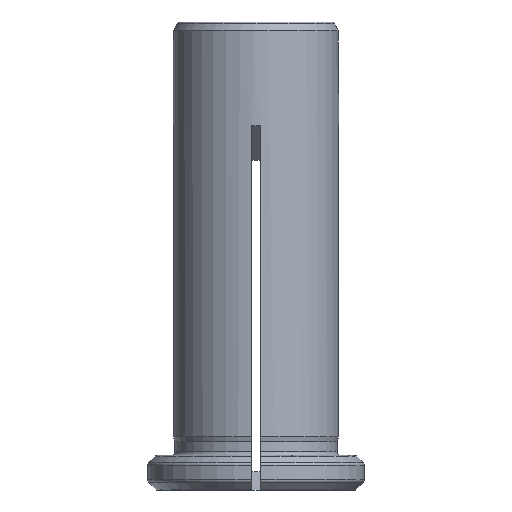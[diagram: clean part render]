
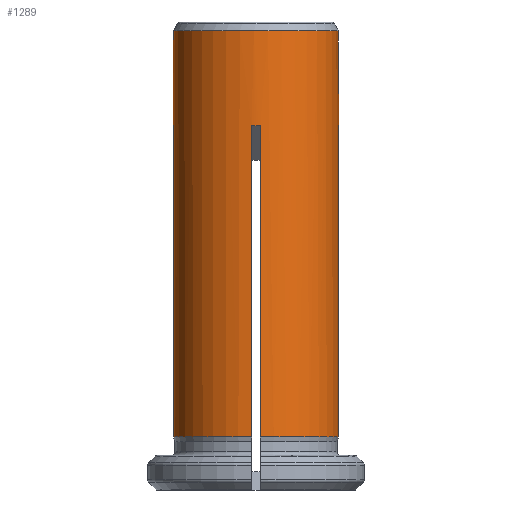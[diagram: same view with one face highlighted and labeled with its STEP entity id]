
A CAD part, front view. The second image highlights one B-rep face of the part: STEP entity #1289.
In plain terms, the highlighted cylindrical face has radius 9.525 mm (diameter 19.05 mm), a full revolution.
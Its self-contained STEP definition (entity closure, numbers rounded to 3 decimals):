
#151=CIRCLE('',#1390,9.525);
#152=CIRCLE('',#1391,9.525);
#153=CIRCLE('',#1393,9.525);
#154=CIRCLE('',#1395,9.525);
#155=CIRCLE('',#1397,9.525);
#211=ELLIPSE('',#1392,13.47,9.525);
#212=ELLIPSE('',#1394,13.47,9.525);
#213=ELLIPSE('',#1396,13.47,9.525);
#214=ELLIPSE('',#1398,13.47,9.525);
#250=ORIENTED_EDGE('',*,*,#656,.F.);
#251=ORIENTED_EDGE('',*,*,#657,.F.);
#252=ORIENTED_EDGE('',*,*,#658,.T.);
#253=ORIENTED_EDGE('',*,*,#659,.T.);
#254=ORIENTED_EDGE('',*,*,#660,.F.);
#255=ORIENTED_EDGE('',*,*,#661,.F.);
#256=ORIENTED_EDGE('',*,*,#662,.T.);
#257=ORIENTED_EDGE('',*,*,#663,.T.);
#258=ORIENTED_EDGE('',*,*,#664,.F.);
#259=ORIENTED_EDGE('',*,*,#665,.F.);
#260=ORIENTED_EDGE('',*,*,#666,.T.);
#261=ORIENTED_EDGE('',*,*,#667,.T.);
#262=ORIENTED_EDGE('',*,*,#668,.F.);
#263=ORIENTED_EDGE('',*,*,#669,.F.);
#264=ORIENTED_EDGE('',*,*,#670,.T.);
#265=ORIENTED_EDGE('',*,*,#671,.T.);
#266=ORIENTED_EDGE('',*,*,#672,.F.);
#656=EDGE_CURVE('',#859,#859,#151,.F.);
#657=EDGE_CURVE('',#860,#861,#152,.F.);
#658=EDGE_CURVE('',#860,#862,#983,.T.);
#659=EDGE_CURVE('',#862,#863,#211,.F.);
#660=EDGE_CURVE('',#864,#863,#984,.T.);
#661=EDGE_CURVE('',#865,#864,#153,.F.);
#662=EDGE_CURVE('',#865,#866,#985,.T.);
#663=EDGE_CURVE('',#866,#867,#212,.F.);
#664=EDGE_CURVE('',#868,#867,#986,.T.);
#665=EDGE_CURVE('',#869,#868,#154,.F.);
#666=EDGE_CURVE('',#869,#870,#987,.T.);
#667=EDGE_CURVE('',#870,#871,#213,.F.);
#668=EDGE_CURVE('',#872,#871,#988,.T.);
#669=EDGE_CURVE('',#873,#872,#155,.F.);
#670=EDGE_CURVE('',#873,#874,#989,.T.);
#671=EDGE_CURVE('',#874,#875,#214,.F.);
#672=EDGE_CURVE('',#861,#875,#990,.T.);
#859=VERTEX_POINT('',#1946);
#860=VERTEX_POINT('',#1948);
#861=VERTEX_POINT('',#1949);
#862=VERTEX_POINT('',#1951);
#863=VERTEX_POINT('',#1953);
#864=VERTEX_POINT('',#1955);
#865=VERTEX_POINT('',#1957);
#866=VERTEX_POINT('',#1959);
#867=VERTEX_POINT('',#1961);
#868=VERTEX_POINT('',#1963);
#869=VERTEX_POINT('',#1965);
#870=VERTEX_POINT('',#1967);
#871=VERTEX_POINT('',#1969);
#872=VERTEX_POINT('',#1971);
#873=VERTEX_POINT('',#1973);
#874=VERTEX_POINT('',#1975);
#875=VERTEX_POINT('',#1977);
#983=LINE('',#1950,#1051);
#984=LINE('',#1954,#1052);
#985=LINE('',#1958,#1053);
#986=LINE('',#1962,#1054);
#987=LINE('',#1966,#1055);
#988=LINE('',#1970,#1056);
#989=LINE('',#1974,#1057);
#990=LINE('',#1978,#1058);
#1051=VECTOR('',#1577,1000.);
#1052=VECTOR('',#1580,1000.);
#1053=VECTOR('',#1583,1000.);
#1054=VECTOR('',#1586,1000.);
#1055=VECTOR('',#1589,1000.);
#1056=VECTOR('',#1592,1000.);
#1057=VECTOR('',#1595,1000.);
#1058=VECTOR('',#1598,1000.);
#1107=EDGE_LOOP('',(#250));
#1108=EDGE_LOOP('',(#251,#252,#253,#254,#255,#256,#257,#258,#259,#260,#261,
#262,#263,#264,#265,#266));
#1195=FACE_BOUND('',#1107,.T.);
#1196=FACE_BOUND('',#1108,.T.);
#1276=CYLINDRICAL_SURFACE('',#1389,9.525);
#1289=ADVANCED_FACE('',(#1195,#1196),#1276,.T.);
#1389=AXIS2_PLACEMENT_3D('',#1944,#1571,#1572);
#1390=AXIS2_PLACEMENT_3D('',#1945,#1573,#1574);
#1391=AXIS2_PLACEMENT_3D('',#1947,#1575,#1576);
#1392=AXIS2_PLACEMENT_3D('',#1952,#1578,#1579);
#1393=AXIS2_PLACEMENT_3D('',#1956,#1581,#1582);
#1394=AXIS2_PLACEMENT_3D('',#1960,#1584,#1585);
#1395=AXIS2_PLACEMENT_3D('',#1964,#1587,#1588);
#1396=AXIS2_PLACEMENT_3D('',#1968,#1590,#1591);
#1397=AXIS2_PLACEMENT_3D('',#1972,#1593,#1594);
#1398=AXIS2_PLACEMENT_3D('',#1976,#1596,#1597);
#1571=DIRECTION('',(0.,0.,1.));
#1572=DIRECTION('',(1.,0.,0.));
#1573=DIRECTION('',(0.,0.,-1.));
#1574=DIRECTION('',(-1.,0.,0.));
#1575=DIRECTION('',(0.,0.,1.));
#1576=DIRECTION('',(1.,0.,0.));
#1577=DIRECTION('',(0.,0.,1.));
#1578=DIRECTION('',(0.,-0.707,-0.707));
#1579=DIRECTION('',(0.,-0.707,0.707));
#1580=DIRECTION('',(0.,0.,1.));
#1581=DIRECTION('',(0.,0.,1.));
#1582=DIRECTION('',(1.,0.,0.));
#1583=DIRECTION('',(0.,0.,1.));
#1584=DIRECTION('',(0.707,0.,-0.707));
#1585=DIRECTION('',(0.707,0.,0.707));
#1586=DIRECTION('',(0.,0.,1.));
#1587=DIRECTION('',(0.,0.,1.));
#1588=DIRECTION('',(1.,0.,0.));
#1589=DIRECTION('',(0.,0.,1.));
#1590=DIRECTION('',(0.,0.707,-0.707));
#1591=DIRECTION('',(0.,0.707,0.707));
#1592=DIRECTION('',(0.,0.,1.));
#1593=DIRECTION('',(0.,0.,1.));
#1594=DIRECTION('',(1.,0.,0.));
#1595=DIRECTION('',(0.,0.,1.));
#1596=DIRECTION('',(-0.707,0.,-0.707));
#1597=DIRECTION('',(-0.707,0.,0.707));
#1598=DIRECTION('',(0.,0.,1.));
#1944=CARTESIAN_POINT('',(0.,0.,60.));
#1945=CARTESIAN_POINT('',(0.,0.,48.973));
#1946=CARTESIAN_POINT('',(-9.525,0.,48.973));
#1947=CARTESIAN_POINT('',(0.,0.,2.127));
#1948=CARTESIAN_POINT('',(-0.5,-9.512,2.127));
#1949=CARTESIAN_POINT('',(-9.512,-0.5,2.127));
#1950=CARTESIAN_POINT('',(-0.5,-9.512,60.));
#1951=CARTESIAN_POINT('',(-0.5,-9.512,38.012));
#1952=CARTESIAN_POINT('',(0.,0.,28.5));
#1953=CARTESIAN_POINT('',(0.5,-9.512,38.012));
#1954=CARTESIAN_POINT('',(0.5,-9.512,60.));
#1955=CARTESIAN_POINT('',(0.5,-9.512,2.127));
#1956=CARTESIAN_POINT('',(0.,0.,2.127));
#1957=CARTESIAN_POINT('',(9.512,-0.5,2.127));
#1958=CARTESIAN_POINT('',(9.512,-0.5,60.));
#1959=CARTESIAN_POINT('',(9.512,-0.5,38.012));
#1960=CARTESIAN_POINT('',(0.,0.,28.5));
#1961=CARTESIAN_POINT('',(9.512,0.5,38.012));
#1962=CARTESIAN_POINT('',(9.512,0.5,60.));
#1963=CARTESIAN_POINT('',(9.512,0.5,2.127));
#1964=CARTESIAN_POINT('',(0.,0.,2.127));
#1965=CARTESIAN_POINT('',(0.5,9.512,2.127));
#1966=CARTESIAN_POINT('',(0.5,9.512,60.));
#1967=CARTESIAN_POINT('',(0.5,9.512,38.012));
#1968=CARTESIAN_POINT('',(0.,0.,28.5));
#1969=CARTESIAN_POINT('',(-0.5,9.512,38.012));
#1970=CARTESIAN_POINT('',(-0.5,9.512,60.));
#1971=CARTESIAN_POINT('',(-0.5,9.512,2.127));
#1972=CARTESIAN_POINT('',(0.,0.,2.127));
#1973=CARTESIAN_POINT('',(-9.512,0.5,2.127));
#1974=CARTESIAN_POINT('',(-9.512,0.5,60.));
#1975=CARTESIAN_POINT('',(-9.512,0.5,38.012));
#1976=CARTESIAN_POINT('',(0.,0.,28.5));
#1977=CARTESIAN_POINT('',(-9.512,-0.5,38.012));
#1978=CARTESIAN_POINT('',(-9.512,-0.5,60.));
